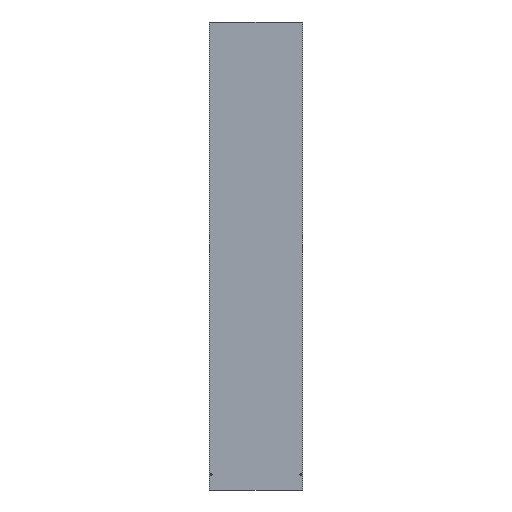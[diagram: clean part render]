
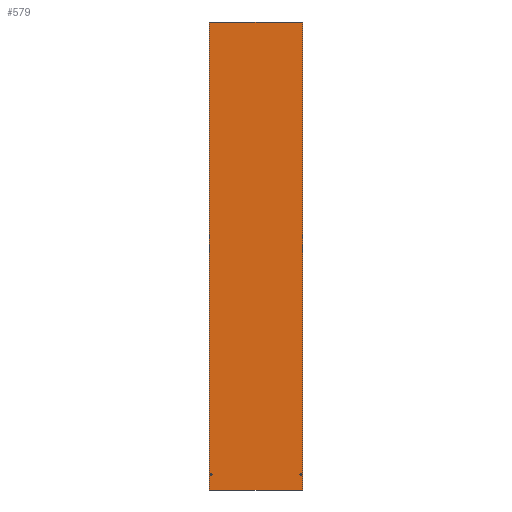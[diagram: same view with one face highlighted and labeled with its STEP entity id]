
A CAD part, front view. The second image highlights one B-rep face of the part: STEP entity #579.
In plain terms, the highlighted planar face has unit normal (0, -1, 0).
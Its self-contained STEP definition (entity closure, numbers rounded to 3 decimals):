
#23 = CARTESIAN_POINT ( 'NONE',  ( 299., -0.75, 3000. ) ) ;
#81 = CIRCLE ( 'NONE', #1777, 5. ) ;
#128 = DIRECTION ( 'NONE',  ( 0., 0., -1. ) ) ;
#131 = VERTEX_POINT ( 'NONE', #23 ) ;
#141 = EDGE_CURVE ( 'NONE', #1649, #886, #169, .T. ) ;
#169 = CIRCLE ( 'NONE', #273, 5. ) ;
#180 = CARTESIAN_POINT ( 'NONE',  ( -287., -0.75, 105. ) ) ;
#205 = DIRECTION ( 'NONE',  ( 0., 1., 0. ) ) ;
#208 = CARTESIAN_POINT ( 'NONE',  ( -287., -0.75, 95. ) ) ;
#216 = DIRECTION ( 'NONE',  ( 0., 0., 1. ) ) ;
#221 = EDGE_CURVE ( 'NONE', #516, #731, #576, .T. ) ;
#237 = LINE ( 'NONE', #336, #698 ) ;
#252 = DIRECTION ( 'NONE',  ( -1., 0., 0. ) ) ;
#273 = AXIS2_PLACEMENT_3D ( 'NONE', #1707, #802, #1698 ) ;
#284 = CIRCLE ( 'NONE', #1236, 5. ) ;
#307 = ORIENTED_EDGE ( 'NONE', *, *, #623, .F. ) ;
#334 = EDGE_CURVE ( 'NONE', #726, #518, #764, .T. ) ;
#336 = CARTESIAN_POINT ( 'NONE',  ( -298.25, -0.75, 0. ) ) ;
#340 = EDGE_CURVE ( 'NONE', #131, #518, #810, .T. ) ;
#348 = CARTESIAN_POINT ( 'NONE',  ( -298.25, -0.75, 3000. ) ) ;
#353 = FACE_BOUND ( 'NONE', #1700, .T. ) ;
#391 = VECTOR ( 'NONE', #1122, 1000. ) ;
#427 = DIRECTION ( 'NONE',  ( 0., 0., -1. ) ) ;
#439 = CARTESIAN_POINT ( 'NONE',  ( -299., -0.75, 3000. ) ) ;
#490 = CIRCLE ( 'NONE', #826, 5. ) ;
#501 = VERTEX_POINT ( 'NONE', #1610 ) ;
#506 = DIRECTION ( 'NONE',  ( -1., 0., 0. ) ) ;
#512 = LINE ( 'NONE', #984, #854 ) ;
#516 = VERTEX_POINT ( 'NONE', #439 ) ;
#518 = VERTEX_POINT ( 'NONE', #1601 ) ;
#537 = FACE_BOUND ( 'NONE', #1142, .T. ) ;
#550 = DIRECTION ( 'NONE',  ( 0., -1., 0. ) ) ;
#552 = LINE ( 'NONE', #1439, #391 ) ;
#553 = LINE ( 'NONE', #685, #1080 ) ;
#571 = ORIENTED_EDGE ( 'NONE', *, *, #1834, .T. ) ;
#576 = LINE ( 'NONE', #1759, #1503 ) ;
#579 = ADVANCED_FACE ( 'NONE', ( #537, #353, #1889 ), #1488, .F. ) ;
#583 = VERTEX_POINT ( 'NONE', #1925 ) ;
#596 = CARTESIAN_POINT ( 'NONE',  ( 287., -0.75, 105. ) ) ;
#610 = ORIENTED_EDGE ( 'NONE', *, *, #1595, .F. ) ;
#623 = EDGE_CURVE ( 'NONE', #501, #819, #284, .T. ) ;
#634 = ORIENTED_EDGE ( 'NONE', *, *, #932, .F. ) ;
#638 = ORIENTED_EDGE ( 'NONE', *, *, #141, .F. ) ;
#685 = CARTESIAN_POINT ( 'NONE',  ( -297.25, -0.75, 3000. ) ) ;
#698 = VECTOR ( 'NONE', #506, 1000. ) ;
#702 = CARTESIAN_POINT ( 'NONE',  ( -297.25, -0.75, 3000. ) ) ;
#726 = VERTEX_POINT ( 'NONE', #1158 ) ;
#731 = VERTEX_POINT ( 'NONE', #1312 ) ;
#743 = CARTESIAN_POINT ( 'NONE',  ( 298.25, -0.75, 0. ) ) ;
#749 = CARTESIAN_POINT ( 'NONE',  ( 299., -0.75, 3000. ) ) ;
#753 = CARTESIAN_POINT ( 'NONE',  ( -298.25, -0.75, 3000. ) ) ;
#764 = LINE ( 'NONE', #743, #1222 ) ;
#794 = ORIENTED_EDGE ( 'NONE', *, *, #221, .T. ) ;
#801 = DIRECTION ( 'NONE',  ( 0., 0., -1. ) ) ;
#802 = DIRECTION ( 'NONE',  ( 0., -1., 0. ) ) ;
#810 = LINE ( 'NONE', #749, #1765 ) ;
#819 = VERTEX_POINT ( 'NONE', #596 ) ;
#826 = AXIS2_PLACEMENT_3D ( 'NONE', #1210, #1678, #801 ) ;
#850 = ORIENTED_EDGE ( 'NONE', *, *, #334, .T. ) ;
#854 = VECTOR ( 'NONE', #1886, 1000. ) ;
#866 = ORIENTED_EDGE ( 'NONE', *, *, #1927, .F. ) ;
#868 = EDGE_CURVE ( 'NONE', #886, #1649, #490, .T. ) ;
#886 = VERTEX_POINT ( 'NONE', #208 ) ;
#909 = DIRECTION ( 'NONE',  ( 0., 0., -1. ) ) ;
#932 = EDGE_CURVE ( 'NONE', #1412, #731, #237, .T. ) ;
#984 = CARTESIAN_POINT ( 'NONE',  ( -298.25, -0.75, 0. ) ) ;
#1030 = AXIS2_PLACEMENT_3D ( 'NONE', #348, #205, #216 ) ;
#1047 = ORIENTED_EDGE ( 'NONE', *, *, #1170, .F. ) ;
#1080 = VECTOR ( 'NONE', #252, 1000. ) ;
#1122 = DIRECTION ( 'NONE',  ( 1., 0., 0. ) ) ;
#1142 = EDGE_LOOP ( 'NONE', ( #307, #1047 ) ) ;
#1158 = CARTESIAN_POINT ( 'NONE',  ( 297.25, -0.75, 0. ) ) ;
#1159 = ORIENTED_EDGE ( 'NONE', *, *, #1875, .T. ) ;
#1166 = DIRECTION ( 'NONE',  ( 0., -1., 0. ) ) ;
#1170 = EDGE_CURVE ( 'NONE', #819, #501, #81, .T. ) ;
#1172 = VECTOR ( 'NONE', #1369, 1000. ) ;
#1210 = CARTESIAN_POINT ( 'NONE',  ( -287., -0.75, 100. ) ) ;
#1222 = VECTOR ( 'NONE', #1351, 1000. ) ;
#1236 = AXIS2_PLACEMENT_3D ( 'NONE', #1621, #1166, #128 ) ;
#1259 = EDGE_LOOP ( 'NONE', ( #1159, #850, #1897, #866, #610, #571, #794, #634 ) ) ;
#1312 = CARTESIAN_POINT ( 'NONE',  ( -299., -0.75, 0. ) ) ;
#1331 = ORIENTED_EDGE ( 'NONE', *, *, #868, .F. ) ;
#1351 = DIRECTION ( 'NONE',  ( 1., 0., 0. ) ) ;
#1369 = DIRECTION ( 'NONE',  ( 1., 0., 0. ) ) ;
#1412 = VERTEX_POINT ( 'NONE', #1845 ) ;
#1439 = CARTESIAN_POINT ( 'NONE',  ( -298.25, -0.75, 3000. ) ) ;
#1461 = CARTESIAN_POINT ( 'NONE',  ( 287., -0.75, 100. ) ) ;
#1488 = PLANE ( 'NONE',  #1030 ) ;
#1503 = VECTOR ( 'NONE', #427, 1000. ) ;
#1577 = LINE ( 'NONE', #753, #1172 ) ;
#1595 = EDGE_CURVE ( 'NONE', #1848, #583, #1577, .T. ) ;
#1601 = CARTESIAN_POINT ( 'NONE',  ( 299., -0.75, 0. ) ) ;
#1610 = CARTESIAN_POINT ( 'NONE',  ( 287., -0.75, 95. ) ) ;
#1621 = CARTESIAN_POINT ( 'NONE',  ( 287., -0.75, 100. ) ) ;
#1649 = VERTEX_POINT ( 'NONE', #180 ) ;
#1678 = DIRECTION ( 'NONE',  ( 0., -1., 0. ) ) ;
#1698 = DIRECTION ( 'NONE',  ( 0., 0., -1. ) ) ;
#1700 = EDGE_LOOP ( 'NONE', ( #1331, #638 ) ) ;
#1707 = CARTESIAN_POINT ( 'NONE',  ( -287., -0.75, 100. ) ) ;
#1759 = CARTESIAN_POINT ( 'NONE',  ( -299., -0.75, 3000. ) ) ;
#1765 = VECTOR ( 'NONE', #909, 1000. ) ;
#1777 = AXIS2_PLACEMENT_3D ( 'NONE', #1461, #550, #1884 ) ;
#1834 = EDGE_CURVE ( 'NONE', #1848, #516, #553, .T. ) ;
#1845 = CARTESIAN_POINT ( 'NONE',  ( -297.25, -0.75, 0. ) ) ;
#1848 = VERTEX_POINT ( 'NONE', #702 ) ;
#1875 = EDGE_CURVE ( 'NONE', #1412, #726, #512, .T. ) ;
#1884 = DIRECTION ( 'NONE',  ( 0., 0., -1. ) ) ;
#1886 = DIRECTION ( 'NONE',  ( 1., 0., 0. ) ) ;
#1889 = FACE_OUTER_BOUND ( 'NONE', #1259, .T. ) ;
#1897 = ORIENTED_EDGE ( 'NONE', *, *, #340, .F. ) ;
#1925 = CARTESIAN_POINT ( 'NONE',  ( 297.25, -0.75, 3000. ) ) ;
#1927 = EDGE_CURVE ( 'NONE', #583, #131, #552, .T. ) ;
